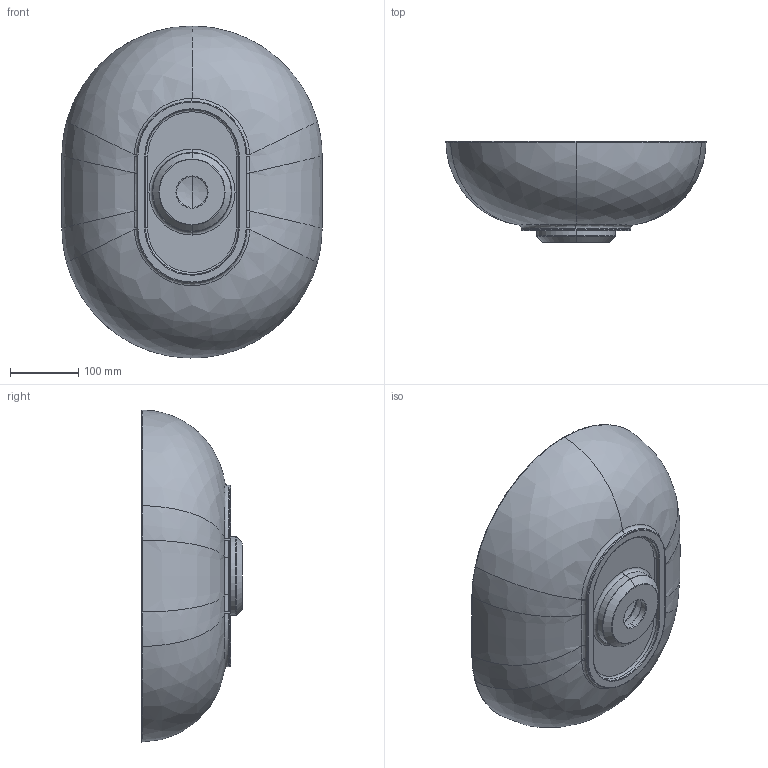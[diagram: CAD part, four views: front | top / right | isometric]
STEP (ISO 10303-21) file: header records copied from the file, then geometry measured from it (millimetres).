
FILE_DESCRIPTION((''),'2;1');
FILE_NAME('VILLA_485_THIN_EDGE_ASM','2023-01-23T15:40:53',('gshvetsov'),(''),'CREO PARAMETRIC BY PTC INC, 2022014','CREO PARAMETRIC BY PTC INC, 2022014','');
FILE_SCHEMA(('CONFIG_CONTROL_DESIGN'));
Length unit declared in the file: millimetre
Products named in the file (3): VILLA_SLIM_485; VILLA_SOL_SURF_TOP__01; VILLA_485_THIN_EDGE_ASM
Assembly tree (2 placements, depth 2):
  VILLA_485_THIN_EDGE_ASM
    VILLA_SLIM_485
    VILLA_SOL_SURF_TOP__01
Bounding box: 379.96 x 147.5 x 484.86 mm (x, y, z)
Volume: 3613893.7 mm3; surface area: 489736 mm2
Topology: 2 solids, 2 shells, 133 faces, 286 edges, 157 vertices
Faces by surface type: bspline 81, torus 18, cylinder 12, cone 10, plane 9, extrusion 3
Entity records: 9710 total; most frequent: CARTESIAN_POINT 7252, ORIENTED_EDGE 568, DIRECTION 377, EDGE_CURVE 284, AXIS2_PLACEMENT_3D 164, VERTEX_POINT 157, EDGE_LOOP 137, FACE_OUTER_BOUND 133
